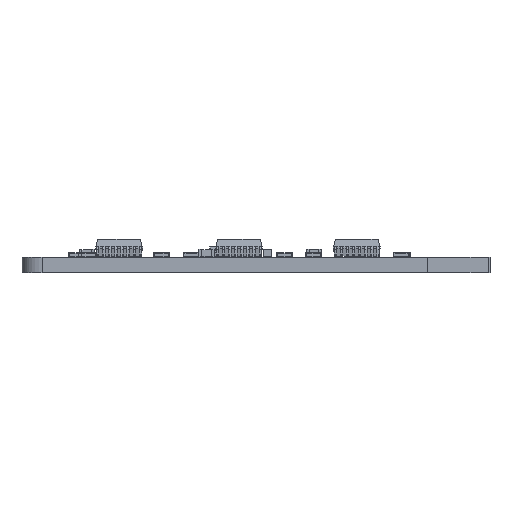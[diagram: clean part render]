
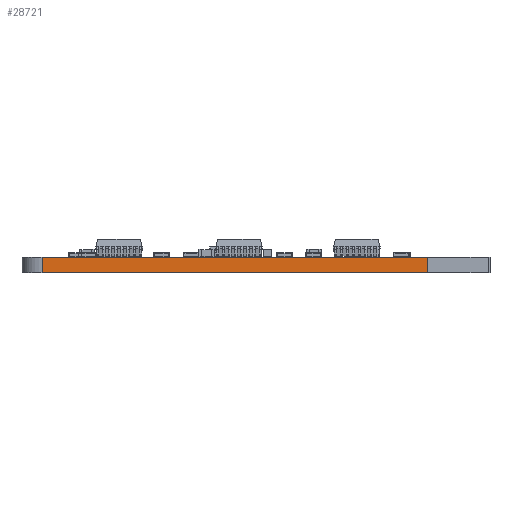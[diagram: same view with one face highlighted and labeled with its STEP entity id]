
A CAD part, front view. The second image highlights one B-rep face of the part: STEP entity #28721.
In plain terms, the highlighted planar face has unit normal (0, -1, 0).
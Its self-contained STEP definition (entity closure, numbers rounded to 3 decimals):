
#27321 = PLANE('',#27322);
#27322 = AXIS2_PLACEMENT_3D('',#27323,#27324,#27325);
#27323 = CARTESIAN_POINT('',(1.179,0.229,1.6));
#27324 = DIRECTION('',(-0.,-0.,-1.));
#27325 = DIRECTION('',(-1.,0.,0.));
#27380 = PLANE('',#27381);
#27381 = AXIS2_PLACEMENT_3D('',#27382,#27383,#27384);
#27382 = CARTESIAN_POINT('',(1.179,0.229,0.));
#27383 = DIRECTION('',(-0.,-0.,-1.));
#27384 = DIRECTION('',(-1.,0.,0.));
#27634 = VERTEX_POINT('',#27635);
#27635 = CARTESIAN_POINT('',(17.96,-12.55,0.));
#27649 = PLANE('',#27650);
#27650 = AXIS2_PLACEMENT_3D('',#27651,#27652,#27653);
#27651 = CARTESIAN_POINT('',(24.26,-12.55,0.));
#27652 = DIRECTION('',(0.,-1.,0.));
#27653 = DIRECTION('',(-1.,0.,0.));
#27661 = EDGE_CURVE('',#27634,#27662,#27664,.T.);
#27662 = VERTEX_POINT('',#27663);
#27663 = CARTESIAN_POINT('',(-22.33,-12.55,0.));
#27664 = SURFACE_CURVE('',#27665,(#27669,#27676),.PCURVE_S1.);
#27665 = LINE('',#27666,#27667);
#27666 = CARTESIAN_POINT('',(17.96,-12.55,0.));
#27667 = VECTOR('',#27668,1.);
#27668 = DIRECTION('',(-1.,0.,0.));
#27669 = PCURVE('',#27380,#27670);
#27670 = DEFINITIONAL_REPRESENTATION('',(#27671),#27675);
#27671 = LINE('',#27672,#27673);
#27672 = CARTESIAN_POINT('',(-16.781,-12.779));
#27673 = VECTOR('',#27674,1.);
#27674 = DIRECTION('',(1.,0.));
#27675 = ( GEOMETRIC_REPRESENTATION_CONTEXT(2) 
PARAMETRIC_REPRESENTATION_CONTEXT() REPRESENTATION_CONTEXT('2D SPACE',''
  ) );
#27676 = PCURVE('',#27677,#27682);
#27677 = PLANE('',#27678);
#27678 = AXIS2_PLACEMENT_3D('',#27679,#27680,#27681);
#27679 = CARTESIAN_POINT('',(17.96,-12.55,0.));
#27680 = DIRECTION('',(0.,-1.,0.));
#27681 = DIRECTION('',(-1.,0.,0.));
#27682 = DEFINITIONAL_REPRESENTATION('',(#27683),#27687);
#27683 = LINE('',#27684,#27685);
#27684 = CARTESIAN_POINT('',(0.,0.));
#27685 = VECTOR('',#27686,1.);
#27686 = DIRECTION('',(1.,0.));
#27687 = ( GEOMETRIC_REPRESENTATION_CONTEXT(2) 
PARAMETRIC_REPRESENTATION_CONTEXT() REPRESENTATION_CONTEXT('2D SPACE',''
  ) );
#27710 = CYLINDRICAL_SURFACE('',#27711,2.11);
#27711 = AXIS2_PLACEMENT_3D('',#27712,#27713,#27714);
#27712 = CARTESIAN_POINT('',(-22.325,-10.44,0.));
#27713 = DIRECTION('',(-0.,-0.,-1.));
#27714 = DIRECTION('',(1.,0.,-0.));
#28086 = VERTEX_POINT('',#28087);
#28087 = CARTESIAN_POINT('',(17.96,-12.55,1.6));
#28108 = EDGE_CURVE('',#28086,#28109,#28111,.T.);
#28109 = VERTEX_POINT('',#28110);
#28110 = CARTESIAN_POINT('',(-22.33,-12.55,1.6));
#28111 = SURFACE_CURVE('',#28112,(#28116,#28123),.PCURVE_S1.);
#28112 = LINE('',#28113,#28114);
#28113 = CARTESIAN_POINT('',(17.96,-12.55,1.6));
#28114 = VECTOR('',#28115,1.);
#28115 = DIRECTION('',(-1.,0.,0.));
#28116 = PCURVE('',#27321,#28117);
#28117 = DEFINITIONAL_REPRESENTATION('',(#28118),#28122);
#28118 = LINE('',#28119,#28120);
#28119 = CARTESIAN_POINT('',(-16.781,-12.779));
#28120 = VECTOR('',#28121,1.);
#28121 = DIRECTION('',(1.,0.));
#28122 = ( GEOMETRIC_REPRESENTATION_CONTEXT(2) 
PARAMETRIC_REPRESENTATION_CONTEXT() REPRESENTATION_CONTEXT('2D SPACE',''
  ) );
#28123 = PCURVE('',#27677,#28124);
#28124 = DEFINITIONAL_REPRESENTATION('',(#28125),#28129);
#28125 = LINE('',#28126,#28127);
#28126 = CARTESIAN_POINT('',(0.,-1.6));
#28127 = VECTOR('',#28128,1.);
#28128 = DIRECTION('',(1.,0.));
#28129 = ( GEOMETRIC_REPRESENTATION_CONTEXT(2) 
PARAMETRIC_REPRESENTATION_CONTEXT() REPRESENTATION_CONTEXT('2D SPACE',''
  ) );
#28700 = EDGE_CURVE('',#27662,#28109,#28701,.T.);
#28701 = SURFACE_CURVE('',#28702,(#28706,#28713),.PCURVE_S1.);
#28702 = LINE('',#28703,#28704);
#28703 = CARTESIAN_POINT('',(-22.33,-12.55,0.));
#28704 = VECTOR('',#28705,1.);
#28705 = DIRECTION('',(0.,0.,1.));
#28706 = PCURVE('',#27710,#28707);
#28707 = DEFINITIONAL_REPRESENTATION('',(#28708),#28712);
#28708 = LINE('',#28709,#28710);
#28709 = CARTESIAN_POINT('',(-4.71,0.));
#28710 = VECTOR('',#28711,1.);
#28711 = DIRECTION('',(-0.,-1.));
#28712 = ( GEOMETRIC_REPRESENTATION_CONTEXT(2) 
PARAMETRIC_REPRESENTATION_CONTEXT() REPRESENTATION_CONTEXT('2D SPACE',''
  ) );
#28713 = PCURVE('',#27677,#28714);
#28714 = DEFINITIONAL_REPRESENTATION('',(#28715),#28719);
#28715 = LINE('',#28716,#28717);
#28716 = CARTESIAN_POINT('',(40.29,0.));
#28717 = VECTOR('',#28718,1.);
#28718 = DIRECTION('',(0.,-1.));
#28719 = ( GEOMETRIC_REPRESENTATION_CONTEXT(2) 
PARAMETRIC_REPRESENTATION_CONTEXT() REPRESENTATION_CONTEXT('2D SPACE',''
  ) );
#28721 = ADVANCED_FACE('',(#28722),#27677,.T.);
#28722 = FACE_BOUND('',#28723,.T.);
#28723 = EDGE_LOOP('',(#28724,#28745,#28746,#28747));
#28724 = ORIENTED_EDGE('',*,*,#28725,.T.);
#28725 = EDGE_CURVE('',#27634,#28086,#28726,.T.);
#28726 = SURFACE_CURVE('',#28727,(#28731,#28738),.PCURVE_S1.);
#28727 = LINE('',#28728,#28729);
#28728 = CARTESIAN_POINT('',(17.96,-12.55,0.));
#28729 = VECTOR('',#28730,1.);
#28730 = DIRECTION('',(0.,0.,1.));
#28731 = PCURVE('',#27677,#28732);
#28732 = DEFINITIONAL_REPRESENTATION('',(#28733),#28737);
#28733 = LINE('',#28734,#28735);
#28734 = CARTESIAN_POINT('',(0.,0.));
#28735 = VECTOR('',#28736,1.);
#28736 = DIRECTION('',(0.,-1.));
#28737 = ( GEOMETRIC_REPRESENTATION_CONTEXT(2) 
PARAMETRIC_REPRESENTATION_CONTEXT() REPRESENTATION_CONTEXT('2D SPACE',''
  ) );
#28738 = PCURVE('',#27649,#28739);
#28739 = DEFINITIONAL_REPRESENTATION('',(#28740),#28744);
#28740 = LINE('',#28741,#28742);
#28741 = CARTESIAN_POINT('',(6.3,0.));
#28742 = VECTOR('',#28743,1.);
#28743 = DIRECTION('',(0.,-1.));
#28744 = ( GEOMETRIC_REPRESENTATION_CONTEXT(2) 
PARAMETRIC_REPRESENTATION_CONTEXT() REPRESENTATION_CONTEXT('2D SPACE',''
  ) );
#28745 = ORIENTED_EDGE('',*,*,#28108,.T.);
#28746 = ORIENTED_EDGE('',*,*,#28700,.F.);
#28747 = ORIENTED_EDGE('',*,*,#27661,.F.);
